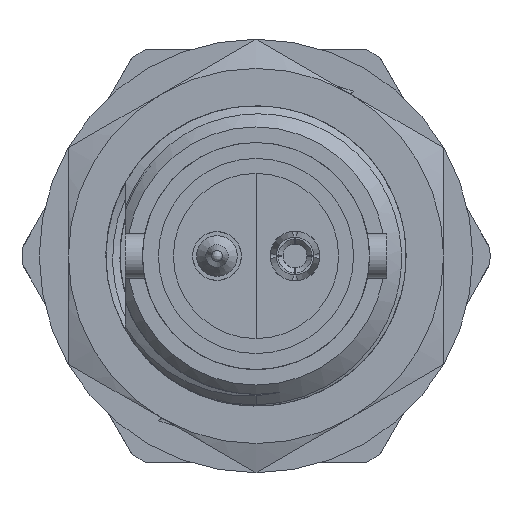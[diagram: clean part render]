
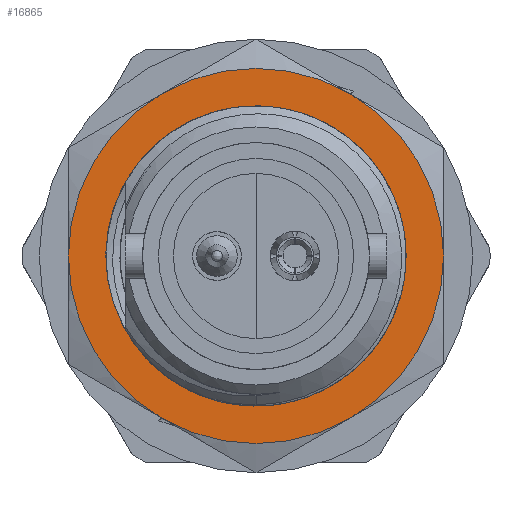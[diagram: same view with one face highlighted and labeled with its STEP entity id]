
A CAD part, left-side view. The second image highlights one B-rep face of the part: STEP entity #16865.
In plain terms, the highlighted planar face has unit normal (-1, 0, 0).
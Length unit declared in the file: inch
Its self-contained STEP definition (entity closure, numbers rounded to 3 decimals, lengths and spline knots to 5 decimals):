
#188 = AXIS2_PLACEMENT_3D ( 'NONE', #17053, #13904, #3484 ) ;
#443 = CARTESIAN_POINT ( 'NONE',  ( 0.51872, -0.15625, 0.27063 ) ) ;
#687 = EDGE_CURVE ( 'NONE', #4346, #16740, #7061, .T. ) ;
#1037 = FACE_OUTER_BOUND ( 'NONE', #1332, .T. ) ;
#1332 = EDGE_LOOP ( 'NONE', ( #2534, #7724, #4707, #7186, #10058, #4983 ) ) ;
#1403 = DIRECTION ( 'NONE',  ( 0., 0., 1. ) ) ;
#1964 = EDGE_LOOP ( 'NONE', ( #7814, #17067 ) ) ;
#2348 = EDGE_CURVE ( 'NONE', #3065, #4346, #7162, .T. ) ;
#2529 = DIRECTION ( 'NONE',  ( -1., 0., 0. ) ) ;
#2534 = ORIENTED_EDGE ( 'NONE', *, *, #18228, .T. ) ;
#3065 = VERTEX_POINT ( 'NONE', #11689 ) ;
#3080 = DIRECTION ( 'NONE',  ( 0., 0., 1. ) ) ;
#3484 = DIRECTION ( 'NONE',  ( 0., 0., 1. ) ) ;
#3560 = CIRCLE ( 'NONE', #8641, 0.3125 ) ;
#3889 = CARTESIAN_POINT ( 'NONE',  ( 0.51872, 0.15625, 0.27063 ) ) ;
#3961 = AXIS2_PLACEMENT_3D ( 'NONE', #12522, #11326, #6758 ) ;
#4346 = VERTEX_POINT ( 'NONE', #10945 ) ;
#4707 = ORIENTED_EDGE ( 'NONE', *, *, #16562, .T. ) ;
#4983 = ORIENTED_EDGE ( 'NONE', *, *, #687, .T. ) ;
#5949 = DIRECTION ( 'NONE',  ( -1., 0., 0. ) ) ;
#6046 = EDGE_CURVE ( 'NONE', #16248, #9917, #14731, .T. ) ;
#6152 = VERTEX_POINT ( 'NONE', #13905 ) ;
#6276 = AXIS2_PLACEMENT_3D ( 'NONE', #12253, #9079, #16508 ) ;
#6407 = AXIS2_PLACEMENT_3D ( 'NONE', #10232, #5949, #16167 ) ;
#6758 = DIRECTION ( 'NONE',  ( 0., 0., 1. ) ) ;
#6924 = CIRCLE ( 'NONE', #6276, 0.3125 ) ;
#6940 = CARTESIAN_POINT ( 'NONE',  ( 0.51872, 0., 0. ) ) ;
#7049 = CIRCLE ( 'NONE', #6407, 0.3125 ) ;
#7061 = CIRCLE ( 'NONE', #8964, 0.3125 ) ;
#7162 = CIRCLE ( 'NONE', #188, 0.3125 ) ;
#7186 = ORIENTED_EDGE ( 'NONE', *, *, #16433, .T. ) ;
#7724 = ORIENTED_EDGE ( 'NONE', *, *, #16079, .T. ) ;
#7814 = ORIENTED_EDGE ( 'NONE', *, *, #9666, .F. ) ;
#8038 = CARTESIAN_POINT ( 'NONE',  ( 0.51872, 0., 0. ) ) ;
#8569 = DIRECTION ( 'NONE',  ( 0., 0., 1. ) ) ;
#8641 = AXIS2_PLACEMENT_3D ( 'NONE', #14033, #17084, #18776 ) ;
#8964 = AXIS2_PLACEMENT_3D ( 'NONE', #6940, #14089, #18831 ) ;
#8973 = VERTEX_POINT ( 'NONE', #3889 ) ;
#9079 = DIRECTION ( 'NONE',  ( -1., 0., 0. ) ) ;
#9666 = EDGE_CURVE ( 'NONE', #9917, #16248, #10637, .T. ) ;
#9917 = VERTEX_POINT ( 'NONE', #11312 ) ;
#10058 = ORIENTED_EDGE ( 'NONE', *, *, #2348, .T. ) ;
#10232 = CARTESIAN_POINT ( 'NONE',  ( 0.51872, 0., 0. ) ) ;
#10607 = DIRECTION ( 'NONE',  ( -1., 0., 0. ) ) ;
#10637 = CIRCLE ( 'NONE', #15071, 0.25 ) ;
#10945 = CARTESIAN_POINT ( 'NONE',  ( 0.51872, -0.3125, 0. ) ) ;
#11312 = CARTESIAN_POINT ( 'NONE',  ( 0.51872, -0.24995, 0.00495 ) ) ;
#11326 = DIRECTION ( 'NONE',  ( -1., 0., 0. ) ) ;
#11446 = FACE_BOUND ( 'NONE', #1964, .T. ) ;
#11486 = CIRCLE ( 'NONE', #16535, 0.3125 ) ;
#11554 = VERTEX_POINT ( 'NONE', #11666 ) ;
#11666 = CARTESIAN_POINT ( 'NONE',  ( 0.51872, 0.15625, -0.27063 ) ) ;
#11689 = CARTESIAN_POINT ( 'NONE',  ( 0.51872, -0.15625, -0.27063 ) ) ;
#12253 = CARTESIAN_POINT ( 'NONE',  ( 0.51872, 0., 0. ) ) ;
#12522 = CARTESIAN_POINT ( 'NONE',  ( 0.51872, 0., 0. ) ) ;
#13904 = DIRECTION ( 'NONE',  ( -1., 0., 0. ) ) ;
#13905 = CARTESIAN_POINT ( 'NONE',  ( 0.51872, 0.3125, 0. ) ) ;
#14033 = CARTESIAN_POINT ( 'NONE',  ( 0.51872, 0., 0. ) ) ;
#14089 = DIRECTION ( 'NONE',  ( -1., 0., 0. ) ) ;
#14092 = DIRECTION ( 'NONE',  ( -1., 0., 0. ) ) ;
#14731 = CIRCLE ( 'NONE', #3961, 0.25 ) ;
#15071 = AXIS2_PLACEMENT_3D ( 'NONE', #8038, #14092, #3080 ) ;
#15606 = CARTESIAN_POINT ( 'NONE',  ( 0.51872, -0.18024, -0.17324 ) ) ;
#15901 = CARTESIAN_POINT ( 'NONE',  ( 0.51872, 0., 0. ) ) ;
#16079 = EDGE_CURVE ( 'NONE', #8973, #6152, #7049, .T. ) ;
#16167 = DIRECTION ( 'NONE',  ( 0., 0., 1. ) ) ;
#16248 = VERTEX_POINT ( 'NONE', #15606 ) ;
#16367 = CARTESIAN_POINT ( 'NONE',  ( 0.51872, 0., 0. ) ) ;
#16433 = EDGE_CURVE ( 'NONE', #11554, #3065, #3560, .T. ) ;
#16508 = DIRECTION ( 'NONE',  ( 0., 0., 1. ) ) ;
#16535 = AXIS2_PLACEMENT_3D ( 'NONE', #16367, #10607, #1403 ) ;
#16562 = EDGE_CURVE ( 'NONE', #6152, #11554, #11486, .T. ) ;
#16740 = VERTEX_POINT ( 'NONE', #443 ) ;
#16865 = ADVANCED_FACE ( 'NONE', ( #11446, #1037 ), #17187, .T. ) ;
#17053 = CARTESIAN_POINT ( 'NONE',  ( 0.51872, 0., 0. ) ) ;
#17067 = ORIENTED_EDGE ( 'NONE', *, *, #6046, .F. ) ;
#17084 = DIRECTION ( 'NONE',  ( -1., 0., 0. ) ) ;
#17187 = PLANE ( 'NONE',  #19567 ) ;
#18228 = EDGE_CURVE ( 'NONE', #16740, #8973, #6924, .T. ) ;
#18776 = DIRECTION ( 'NONE',  ( 0., 0., 1. ) ) ;
#18831 = DIRECTION ( 'NONE',  ( 0., 0., 1. ) ) ;
#19567 = AXIS2_PLACEMENT_3D ( 'NONE', #15901, #2529, #8569 ) ;
